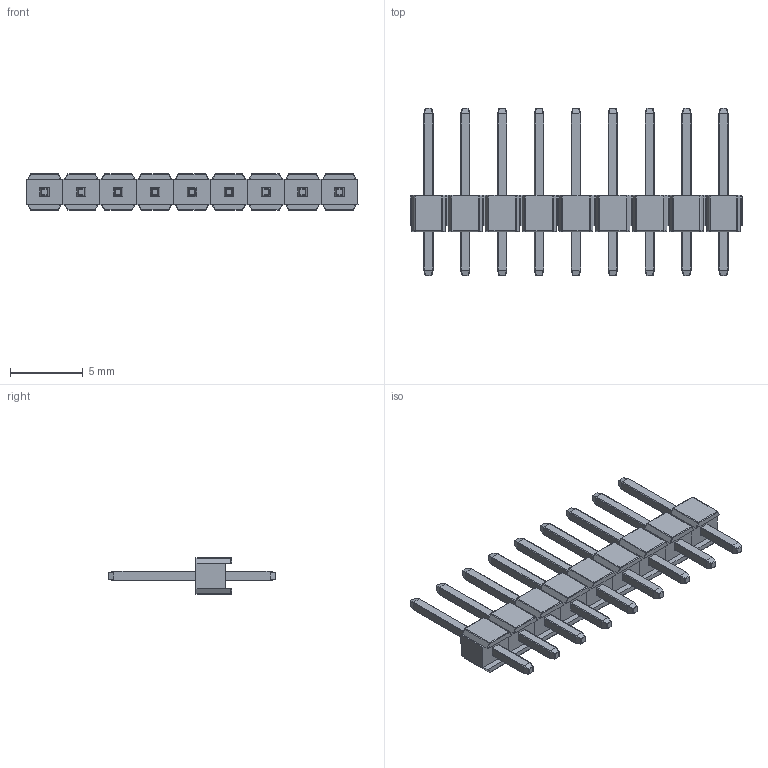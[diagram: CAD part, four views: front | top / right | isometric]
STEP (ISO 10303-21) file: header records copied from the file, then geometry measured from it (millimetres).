
FILE_DESCRIPTION(/* description */ ('STEP AP242','CAx-IF Rec.Pracs.---Representation and Presentation of Product Manufacturing Information (PMI)---4.0---2014-10-13','CAx-IF Rec.Pracs.---3D Tessellated Geometry---0.4---2014-09-14','2;1'),/* implementation_level */ '2;1');
FILE_NAME(/* name */ '61a5555d2305e756e78f3e1d',/* time_stamp */ '2021-11-29T22:34:06+00:00',/* author */ (''),/* organization */ (''),/* preprocessor_version */ 'ST-DEVELOPER v18.1',/* originating_system */ ' ',/* authorisation */ ' ');
FILE_SCHEMA (('AP242_MANAGED_MODEL_BASED_3D_ENGINEERING_MIM_LF { 1 0 10303 442 1 1 4 }'));
Length unit declared in the file: metre
Products named in the file (27): PH1-01-UA
Bounding box: 22.87 x 11.55 x 2.5 mm (x, y, z)
Volume: 153.7 mm3; surface area: 628 mm2
Topology: 27 solids, 27 shells, 954 faces, 2340 edges, 1368 vertices
Faces by surface type: cylinder 432, plane 378, sphere 72, torus 72
Entity records: 28055 total; most frequent: DIRECTION 5112, CARTESIAN_POINT 4779, ORIENTED_EDGE 4536, EDGE_CURVE 2268, AXIS2_PLACEMENT_3D 1917, VERTEX_POINT 1368, LINE 1278, VECTOR 1278
